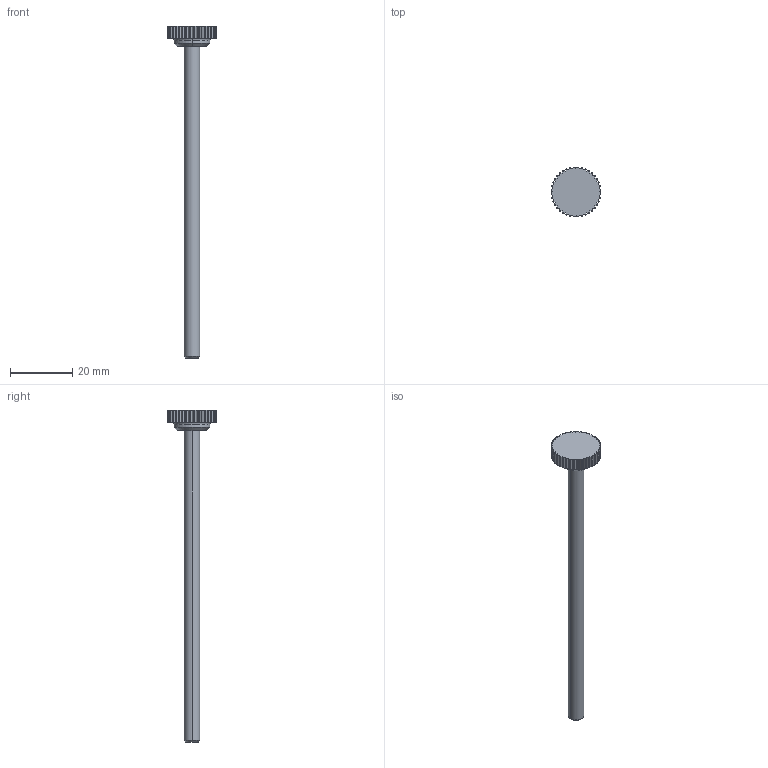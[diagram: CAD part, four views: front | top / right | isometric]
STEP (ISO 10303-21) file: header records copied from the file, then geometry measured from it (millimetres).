
FILE_DESCRIPTION (( 'STEP AP214' ), '1' );
FILE_NAME ('INGUN_44186.STEP', '2024-06-26T08:19:59', ( '' ), ( '' ), 'SwSTEP 2.0', 'SolidWorks 2021', '' );
FILE_SCHEMA (( 'AUTOMOTIVE_DESIGN' ));
Length unit declared in the file: millimetre
Products named in the file (3): 4823~0; INGUN_44186; 37785~0_M 5 x85
Assembly tree (2 placements, depth 2):
  INGUN_44186
    37785~0_M 5 x85
    4823~0
Bounding box: 15.97 x 15.97 x 106.5 mm (x, y, z)
Volume: 2870.7 mm3; surface area: 2700.4 mm2
Topology: 2 solids, 2 shells, 239 faces, 672 edges, 441 vertices
Faces by surface type: plane 99, cone 86, cylinder 48, torus 6
Entity records: 8004 total; most frequent: CARTESIAN_POINT 1837, ORIENTED_EDGE 1344, DIRECTION 1194, EDGE_CURVE 672, VERTEX_POINT 441, AXIS2_PLACEMENT_3D 438, LINE 318, VECTOR 318
